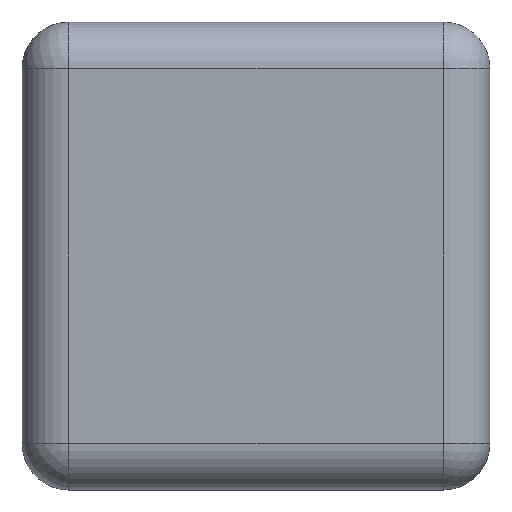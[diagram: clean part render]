
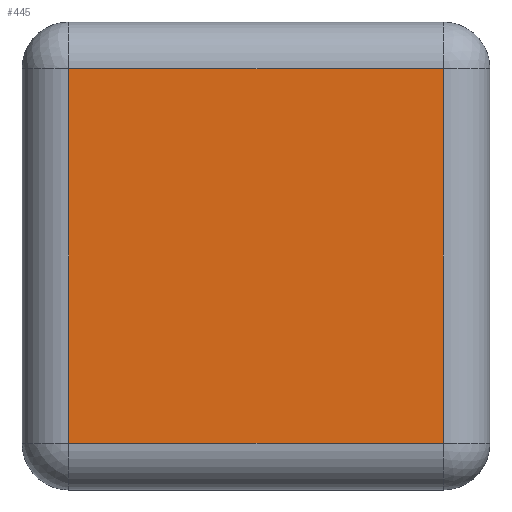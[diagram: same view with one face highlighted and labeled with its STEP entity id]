
A CAD part, front view. The second image highlights one B-rep face of the part: STEP entity #445.
In plain terms, the highlighted planar face has unit normal (0, -1, 0).
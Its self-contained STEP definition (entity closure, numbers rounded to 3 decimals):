
#20=PLANE('',#522);
#57=FACE_OUTER_BOUND('',#88,.T.);
#88=EDGE_LOOP('',(#375,#376,#377,#378));
#128=LINE('',#767,#156);
#130=LINE('',#770,#158);
#140=LINE('',#785,#168);
#142=LINE('',#788,#170);
#156=VECTOR('',#624,2.5);
#158=VECTOR('',#628,2.5);
#168=VECTOR('',#648,2.5);
#170=VECTOR('',#652,2.5);
#199=VERTEX_POINT('',#721);
#208=VERTEX_POINT('',#742);
#209=VERTEX_POINT('',#746);
#217=VERTEX_POINT('',#763);
#255=EDGE_CURVE('',#209,#217,#128,.T.);
#257=EDGE_CURVE('',#217,#208,#130,.T.);
#267=EDGE_CURVE('',#199,#209,#140,.T.);
#269=EDGE_CURVE('',#208,#199,#142,.T.);
#375=ORIENTED_EDGE('',*,*,#255,.F.);
#376=ORIENTED_EDGE('',*,*,#267,.F.);
#377=ORIENTED_EDGE('',*,*,#269,.F.);
#378=ORIENTED_EDGE('',*,*,#257,.F.);
#445=ADVANCED_FACE('',(#57),#20,.F.);
#522=AXIS2_PLACEMENT_3D('',#803,#672,#673);
#624=DIRECTION('',(1.,0.,0.));
#628=DIRECTION('',(0.,0.,-1.));
#648=DIRECTION('',(0.,0.,1.));
#652=DIRECTION('',(-1.,0.,0.));
#672=DIRECTION('center_axis',(0.,1.,0.));
#673=DIRECTION('ref_axis',(1.,0.,0.));
#721=CARTESIAN_POINT('',(4.15,12.15,2.5));
#742=CARTESIAN_POINT('',(6.15,12.15,2.5));
#746=CARTESIAN_POINT('',(4.15,12.15,4.5));
#763=CARTESIAN_POINT('',(6.15,12.15,4.5));
#767=CARTESIAN_POINT('',(4.525,12.15,4.5));
#770=CARTESIAN_POINT('',(6.15,12.15,4.125));
#785=CARTESIAN_POINT('',(4.15,12.15,2.875));
#788=CARTESIAN_POINT('',(5.775,12.15,2.5));
#803=CARTESIAN_POINT('Origin',(5.15,12.15,3.5));
